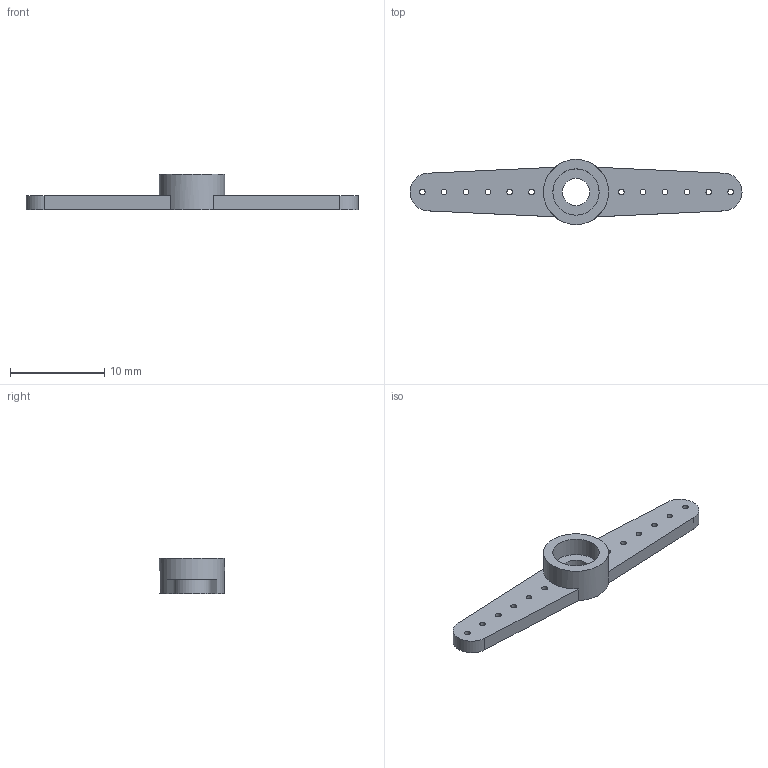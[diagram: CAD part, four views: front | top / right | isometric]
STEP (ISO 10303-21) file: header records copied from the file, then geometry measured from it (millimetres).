
FILE_DESCRIPTION(('FreeCAD Model'),'2;1');
FILE_NAME('sg90-2-arms-horn.step' ,'2018-05-27T11:54:03',('Author'),(''), 'Open CASCADE STEP processor 7.2','FreeCAD','Unknown');
FILE_SCHEMA(('AUTOMOTIVE_DESIGN { 1 0 10303 214 1 1 1 1 }'));
Length unit declared in the file: millimetre
Products named in the file (1): sg90-2-arms-horn
Bounding box: 35.2 x 6.9 x 3.8 mm (x, y, z)
Volume: 278.6 mm3; surface area: 554.4 mm2
Topology: 1 solids, 1 shells, 26 faces, 69 edges, 46 vertices
Faces by surface type: cylinder 17, plane 9
Full cylindrical faces by diameter (mm): 0.6 x12, 2.9 x1, 4.9 x1, 6.9 x1
Entity records: 1902 total; most frequent: CARTESIAN_POINT 485, DIRECTION 264, ORIENTED_EDGE 138, PCURVE 138, DEFINITIONAL_REPRESENTATION 138, LINE 130, VECTOR 130, EDGE_CURVE 69
